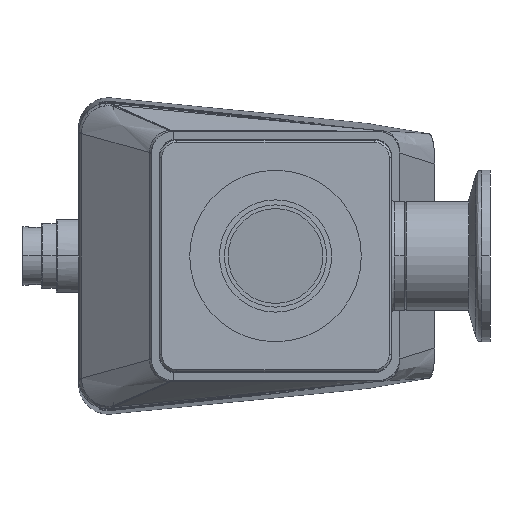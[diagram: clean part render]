
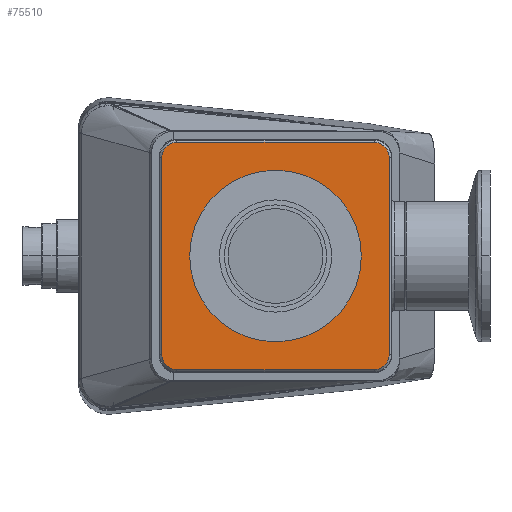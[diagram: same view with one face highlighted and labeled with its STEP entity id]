
A CAD part, front view. The second image highlights one B-rep face of the part: STEP entity #75510.
In plain terms, the highlighted planar face has unit normal (0, -1, 0).
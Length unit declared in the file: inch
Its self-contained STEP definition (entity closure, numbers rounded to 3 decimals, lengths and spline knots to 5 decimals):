
#1788 = CARTESIAN_POINT ( 'NONE',  ( 0.90551, 0., -1.04331 ) ) ;
#2127 = CARTESIAN_POINT ( 'NONE',  ( 0., 0., 0. ) ) ;
#2782 = ORIENTED_EDGE ( 'NONE', *, *, #50301, .T. ) ;
#4241 = ORIENTED_EDGE ( 'NONE', *, *, #60260, .T. ) ;
#4367 = ORIENTED_EDGE ( 'NONE', *, *, #4591, .T. ) ;
#4591 = EDGE_CURVE ( 'NONE', #31463, #47325, #22802, .T. ) ;
#6123 = AXIS2_PLACEMENT_3D ( 'NONE', #41527, #59548, #65845 ) ;
#7032 = DIRECTION ( 'NONE',  ( 1., 0., 0. ) ) ;
#9297 = VECTOR ( 'NONE', #36893, 39.37008 ) ;
#10434 = EDGE_CURVE ( 'NONE', #13224, #19525, #79406, .T. ) ;
#11933 = VECTOR ( 'NONE', #72943, 39.37008 ) ;
#13224 = VERTEX_POINT ( 'NONE', #30023 ) ;
#14512 = DIRECTION ( 'NONE',  ( 0., 0., 1. ) ) ;
#15689 = CARTESIAN_POINT ( 'NONE',  ( -0.90551, 0., 1.04331 ) ) ;
#16801 = CARTESIAN_POINT ( 'NONE',  ( -1.04331, 0., -0.90551 ) ) ;
#17045 = VERTEX_POINT ( 'NONE', #31473 ) ;
#19525 = VERTEX_POINT ( 'NONE', #1788 ) ;
#21867 = DIRECTION ( 'NONE',  ( 0., 1., 0. ) ) ;
#22802 = LINE ( 'NONE', #59647, #34466 ) ;
#23725 = EDGE_CURVE ( 'NONE', #47325, #25544, #40973, .T. ) ;
#23727 = VECTOR ( 'NONE', #7032, 39.37008 ) ;
#25544 = VERTEX_POINT ( 'NONE', #77780 ) ;
#26326 = AXIS2_PLACEMENT_3D ( 'NONE', #60493, #78581, #65130 ) ;
#28397 = EDGE_CURVE ( 'NONE', #81249, #50915, #73542, .T. ) ;
#29771 = ORIENTED_EDGE ( 'NONE', *, *, #63320, .T. ) ;
#30023 = CARTESIAN_POINT ( 'NONE',  ( -0.90551, 0., -1.04331 ) ) ;
#31438 = DIRECTION ( 'NONE',  ( 0., 1., 0. ) ) ;
#31463 = VERTEX_POINT ( 'NONE', #35659 ) ;
#31473 = CARTESIAN_POINT ( 'NONE',  ( -1.04331, 0., -0.90551 ) ) ;
#32279 = CARTESIAN_POINT ( 'NONE',  ( 0., 0., 1.04331 ) ) ;
#32794 = CIRCLE ( 'NONE', #39479, 0.1378 ) ;
#33306 = CIRCLE ( 'NONE', #38624, 0.1378 ) ;
#33347 = DIRECTION ( 'NONE',  ( 0., 0., 1. ) ) ;
#33966 = DIRECTION ( 'NONE',  ( 0., -1., 0. ) ) ;
#34173 = CARTESIAN_POINT ( 'NONE',  ( 0.90551, 0., -0.90551 ) ) ;
#34466 = VECTOR ( 'NONE', #40782, 39.37008 ) ;
#35659 = CARTESIAN_POINT ( 'NONE',  ( 1.04331, 0., -0.90551 ) ) ;
#36596 = ORIENTED_EDGE ( 'NONE', *, *, #10434, .T. ) ;
#36893 = DIRECTION ( 'NONE',  ( -1., 0., 0. ) ) ;
#37711 = PLANE ( 'NONE',  #40003 ) ;
#38624 = AXIS2_PLACEMENT_3D ( 'NONE', #34173, #60137, #14512 ) ;
#38712 = CARTESIAN_POINT ( 'NONE',  ( 0., 0., 0.5315 ) ) ;
#39479 = AXIS2_PLACEMENT_3D ( 'NONE', #65380, #33966, #52026 ) ;
#40003 = AXIS2_PLACEMENT_3D ( 'NONE', #63241, #31438, #44404 ) ;
#40782 = DIRECTION ( 'NONE',  ( 0., 0., 1. ) ) ;
#40973 = CIRCLE ( 'NONE', #26326, 0.1378 ) ;
#41527 = CARTESIAN_POINT ( 'NONE',  ( 0., 0., 0. ) ) ;
#42756 = FACE_OUTER_BOUND ( 'NONE', #73036, .T. ) ;
#43408 = VERTEX_POINT ( 'NONE', #15689 ) ;
#43982 = FACE_BOUND ( 'NONE', #64119, .T. ) ;
#44404 = DIRECTION ( 'NONE',  ( 0., 0., 1. ) ) ;
#44416 = LINE ( 'NONE', #32279, #9297 ) ;
#47325 = VERTEX_POINT ( 'NONE', #65904 ) ;
#47375 = DIRECTION ( 'NONE',  ( 0., 0., 1. ) ) ;
#48947 = ORIENTED_EDGE ( 'NONE', *, *, #74960, .T. ) ;
#50301 = EDGE_CURVE ( 'NONE', #43408, #68770, #77628, .T. ) ;
#50915 = VERTEX_POINT ( 'NONE', #81804 ) ;
#52026 = DIRECTION ( 'NONE',  ( 0., 0., 1. ) ) ;
#52636 = ORIENTED_EDGE ( 'NONE', *, *, #23725, .T. ) ;
#54233 = CARTESIAN_POINT ( 'NONE',  ( 0.90551, 0., -1.04331 ) ) ;
#54827 = AXIS2_PLACEMENT_3D ( 'NONE', #2127, #21867, #47375 ) ;
#57526 = ORIENTED_EDGE ( 'NONE', *, *, #28397, .T. ) ;
#59305 = DIRECTION ( 'NONE',  ( 0., -1., 0. ) ) ;
#59548 = DIRECTION ( 'NONE',  ( 0., 1., 0. ) ) ;
#59647 = CARTESIAN_POINT ( 'NONE',  ( 1.04331, 0., 0. ) ) ;
#59827 = ORIENTED_EDGE ( 'NONE', *, *, #76428, .T. ) ;
#60137 = DIRECTION ( 'NONE',  ( 0., -1., 0. ) ) ;
#60260 = EDGE_CURVE ( 'NONE', #17045, #13224, #32794, .T. ) ;
#60493 = CARTESIAN_POINT ( 'NONE',  ( 0.90551, 0., 0.90551 ) ) ;
#60762 = LINE ( 'NONE', #16801, #11933 ) ;
#62030 = ORIENTED_EDGE ( 'NONE', *, *, #75342, .T. ) ;
#63241 = CARTESIAN_POINT ( 'NONE',  ( 0., 0., 0. ) ) ;
#63320 = EDGE_CURVE ( 'NONE', #50915, #81249, #67673, .T. ) ;
#64119 = EDGE_LOOP ( 'NONE', ( #57526, #29771 ) ) ;
#64178 = AXIS2_PLACEMENT_3D ( 'NONE', #79035, #59305, #33347 ) ;
#65130 = DIRECTION ( 'NONE',  ( 0., 0., 1. ) ) ;
#65380 = CARTESIAN_POINT ( 'NONE',  ( -0.90551, 0., -0.90551 ) ) ;
#65845 = DIRECTION ( 'NONE',  ( 0., 0., 1. ) ) ;
#65904 = CARTESIAN_POINT ( 'NONE',  ( 1.04331, 0., 0.90551 ) ) ;
#66661 = CARTESIAN_POINT ( 'NONE',  ( -1.04331, 0., 0.90551 ) ) ;
#67673 = CIRCLE ( 'NONE', #6123, 0.5315 ) ;
#68770 = VERTEX_POINT ( 'NONE', #66661 ) ;
#72943 = DIRECTION ( 'NONE',  ( 0., 0., -1. ) ) ;
#73036 = EDGE_LOOP ( 'NONE', ( #4241, #36596, #48947, #4367, #52636, #59827, #2782, #62030 ) ) ;
#73542 = CIRCLE ( 'NONE', #54827, 0.5315 ) ;
#74960 = EDGE_CURVE ( 'NONE', #19525, #31463, #33306, .T. ) ;
#75342 = EDGE_CURVE ( 'NONE', #68770, #17045, #60762, .T. ) ;
#75510 = ADVANCED_FACE ( 'NONE', ( #42756, #43982 ), #37711, .F. ) ;
#76428 = EDGE_CURVE ( 'NONE', #25544, #43408, #44416, .T. ) ;
#77628 = CIRCLE ( 'NONE', #64178, 0.1378 ) ;
#77780 = CARTESIAN_POINT ( 'NONE',  ( 0.90551, 0., 1.04331 ) ) ;
#78581 = DIRECTION ( 'NONE',  ( 0., -1., 0. ) ) ;
#79035 = CARTESIAN_POINT ( 'NONE',  ( -0.90551, 0., 0.90551 ) ) ;
#79406 = LINE ( 'NONE', #54233, #23727 ) ;
#81249 = VERTEX_POINT ( 'NONE', #38712 ) ;
#81804 = CARTESIAN_POINT ( 'NONE',  ( 0., 0., -0.5315 ) ) ;
